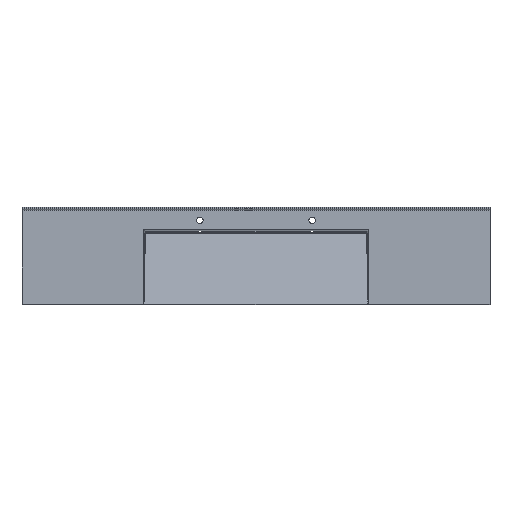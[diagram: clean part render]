
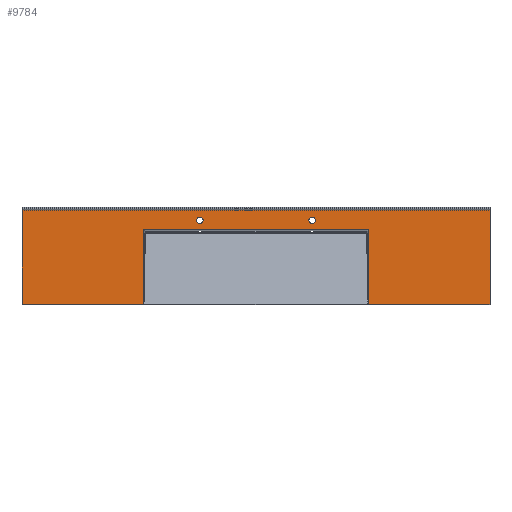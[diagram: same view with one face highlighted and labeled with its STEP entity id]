
A CAD part, front view. The second image highlights one B-rep face of the part: STEP entity #9784.
In plain terms, the highlighted planar face has unit normal (0, -1, 0).
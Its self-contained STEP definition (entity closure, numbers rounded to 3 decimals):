
#15 = DIRECTION ( 'NONE',  ( 0., 0., -1. ) ) ;
#84 = CARTESIAN_POINT ( 'NONE',  ( 0., 50., -52.5 ) ) ;
#89 = LINE ( 'NONE', #6793, #5965 ) ;
#154 = CARTESIAN_POINT ( 'NONE',  ( -902.847, 50., -117.153 ) ) ;
#378 = CARTESIAN_POINT ( 'NONE',  ( -1550., 50., -17. ) ) ;
#442 = ORIENTED_EDGE ( 'NONE', *, *, #5304, .F. ) ;
#564 = VERTEX_POINT ( 'NONE', #9309 ) ;
#576 = EDGE_CURVE ( 'NONE', #4332, #3672, #6974, .T. ) ;
#955 = CARTESIAN_POINT ( 'NONE',  ( 300., 50., -117.153 ) ) ;
#1013 = AXIS2_PLACEMENT_3D ( 'NONE', #8882, #7276, #9805 ) ;
#1113 = LINE ( 'NONE', #7724, #7945 ) ;
#1114 = CARTESIAN_POINT ( 'NONE',  ( -600., 50., -52.5 ) ) ;
#1177 = AXIS2_PLACEMENT_3D ( 'NONE', #1955, #2055, #6194 ) ;
#1279 = CARTESIAN_POINT ( 'NONE',  ( -902.847, 50., -518.57 ) ) ;
#1303 = ORIENTED_EDGE ( 'NONE', *, *, #4716, .T. ) ;
#1432 = DIRECTION ( 'NONE',  ( 1., 0., 0. ) ) ;
#1503 = VERTEX_POINT ( 'NONE', #7073 ) ;
#1772 = ORIENTED_EDGE ( 'NONE', *, *, #8328, .F. ) ;
#1806 = VERTEX_POINT ( 'NONE', #1114 ) ;
#1955 = CARTESIAN_POINT ( 'NONE',  ( -600., 50., -70. ) ) ;
#2055 = DIRECTION ( 'NONE',  ( 0., -1., 0. ) ) ;
#2067 = DIRECTION ( 'NONE',  ( 0., 0., -1. ) ) ;
#2081 = LINE ( 'NONE', #4661, #4930 ) ;
#2163 = ORIENTED_EDGE ( 'NONE', *, *, #3578, .F. ) ;
#2199 = EDGE_CURVE ( 'NONE', #5411, #564, #6788, .T. ) ;
#2242 = VECTOR ( 'NONE', #1432, 1000. ) ;
#2499 = DIRECTION ( 'NONE',  ( 0., 0., 1. ) ) ;
#2728 = VERTEX_POINT ( 'NONE', #378 ) ;
#2996 = ORIENTED_EDGE ( 'NONE', *, *, #8580, .F. ) ;
#3015 = DIRECTION ( 'NONE',  ( 0., 0., -1. ) ) ;
#3079 = CARTESIAN_POINT ( 'NONE',  ( -600., 50., -87.5 ) ) ;
#3117 = EDGE_CURVE ( 'NONE', #3415, #1806, #9277, .T. ) ;
#3330 = EDGE_LOOP ( 'NONE', ( #10573, #442 ) ) ;
#3385 = DIRECTION ( 'NONE',  ( 0., 1., 0. ) ) ;
#3415 = VERTEX_POINT ( 'NONE', #3079 ) ;
#3478 = VERTEX_POINT ( 'NONE', #5182 ) ;
#3490 = AXIS2_PLACEMENT_3D ( 'NONE', #8850, #7241, #2067 ) ;
#3578 = EDGE_CURVE ( 'NONE', #3672, #4332, #7877, .T. ) ;
#3612 = CARTESIAN_POINT ( 'NONE',  ( 1200., 50., -17. ) ) ;
#3672 = VERTEX_POINT ( 'NONE', #84 ) ;
#4034 = EDGE_CURVE ( 'NONE', #1503, #3478, #7549, .T. ) ;
#4137 = CARTESIAN_POINT ( 'NONE',  ( 302.847, 50., -518.57 ) ) ;
#4201 = FACE_BOUND ( 'NONE', #3330, .T. ) ;
#4261 = FACE_OUTER_BOUND ( 'NONE', #7918, .T. ) ;
#4332 = VERTEX_POINT ( 'NONE', #8474 ) ;
#4397 = DIRECTION ( 'NONE',  ( 1., 0., 0. ) ) ;
#4661 = CARTESIAN_POINT ( 'NONE',  ( 302.847, 50., -520.57 ) ) ;
#4716 = EDGE_CURVE ( 'NONE', #7830, #3478, #7320, .T. ) ;
#4833 = CARTESIAN_POINT ( 'NONE',  ( 950., 50., -17. ) ) ;
#4930 = VECTOR ( 'NONE', #3015, 1000. ) ;
#5182 = CARTESIAN_POINT ( 'NONE',  ( 950., 50., -518.57 ) ) ;
#5304 = EDGE_CURVE ( 'NONE', #1806, #3415, #9311, .T. ) ;
#5411 = VERTEX_POINT ( 'NONE', #154 ) ;
#5498 = ORIENTED_EDGE ( 'NONE', *, *, #6022, .T. ) ;
#5919 = AXIS2_PLACEMENT_3D ( 'NONE', #8536, #8427, #7651 ) ;
#5965 = VECTOR ( 'NONE', #2499, 1000. ) ;
#6022 = EDGE_CURVE ( 'NONE', #8078, #5411, #89, .T. ) ;
#6061 = LINE ( 'NONE', #6995, #7946 ) ;
#6194 = DIRECTION ( 'NONE',  ( 0., 0., -1. ) ) ;
#6749 = FACE_BOUND ( 'NONE', #10732, .T. ) ;
#6765 = ORIENTED_EDGE ( 'NONE', *, *, #2199, .T. ) ;
#6788 = LINE ( 'NONE', #955, #9105 ) ;
#6793 = CARTESIAN_POINT ( 'NONE',  ( -902.847, 50., -120. ) ) ;
#6824 = ORIENTED_EDGE ( 'NONE', *, *, #576, .F. ) ;
#6893 = DIRECTION ( 'NONE',  ( 0., 0., 1. ) ) ;
#6974 = CIRCLE ( 'NONE', #5919, 17.5 ) ;
#6995 = CARTESIAN_POINT ( 'NONE',  ( -1550., 50., -520.57 ) ) ;
#7073 = CARTESIAN_POINT ( 'NONE',  ( 950., 50., -17. ) ) ;
#7140 = EDGE_CURVE ( 'NONE', #564, #7830, #2081, .T. ) ;
#7231 = VERTEX_POINT ( 'NONE', #8803 ) ;
#7241 = DIRECTION ( 'NONE',  ( 0., -1., 0. ) ) ;
#7276 = DIRECTION ( 'NONE',  ( 0., -1., 0. ) ) ;
#7320 = LINE ( 'NONE', #9692, #2242 ) ;
#7549 = LINE ( 'NONE', #4833, #10507 ) ;
#7571 = CARTESIAN_POINT ( 'NONE',  ( 1200., 50., -12. ) ) ;
#7651 = DIRECTION ( 'NONE',  ( 0., 0., -1. ) ) ;
#7724 = CARTESIAN_POINT ( 'NONE',  ( 1200., 50., -518.57 ) ) ;
#7777 = VECTOR ( 'NONE', #4397, 1000. ) ;
#7814 = LINE ( 'NONE', #3612, #7777 ) ;
#7830 = VERTEX_POINT ( 'NONE', #4137 ) ;
#7831 = DIRECTION ( 'NONE',  ( 1., 0., 0. ) ) ;
#7877 = CIRCLE ( 'NONE', #1013, 17.5 ) ;
#7918 = EDGE_LOOP ( 'NONE', ( #8081, #1303, #8182, #2996, #1772, #8321, #5498, #6765 ) ) ;
#7945 = VECTOR ( 'NONE', #7831, 1000. ) ;
#7946 = VECTOR ( 'NONE', #6893, 1000. ) ;
#8078 = VERTEX_POINT ( 'NONE', #1279 ) ;
#8081 = ORIENTED_EDGE ( 'NONE', *, *, #7140, .T. ) ;
#8182 = ORIENTED_EDGE ( 'NONE', *, *, #4034, .F. ) ;
#8321 = ORIENTED_EDGE ( 'NONE', *, *, #10301, .T. ) ;
#8328 = EDGE_CURVE ( 'NONE', #7231, #2728, #6061, .T. ) ;
#8333 = DIRECTION ( 'NONE',  ( 1., 0., 0. ) ) ;
#8427 = DIRECTION ( 'NONE',  ( 0., -1., 0. ) ) ;
#8474 = CARTESIAN_POINT ( 'NONE',  ( 0., 50., -87.5 ) ) ;
#8536 = CARTESIAN_POINT ( 'NONE',  ( 0., 50., -70. ) ) ;
#8580 = EDGE_CURVE ( 'NONE', #2728, #1503, #7814, .T. ) ;
#8803 = CARTESIAN_POINT ( 'NONE',  ( -1550., 50., -518.57 ) ) ;
#8850 = CARTESIAN_POINT ( 'NONE',  ( -600., 50., -70. ) ) ;
#8882 = CARTESIAN_POINT ( 'NONE',  ( 0., 50., -70. ) ) ;
#9105 = VECTOR ( 'NONE', #8333, 1000. ) ;
#9223 = PLANE ( 'NONE',  #9541 ) ;
#9277 = CIRCLE ( 'NONE', #1177, 17.5 ) ;
#9309 = CARTESIAN_POINT ( 'NONE',  ( 302.847, 50., -117.153 ) ) ;
#9311 = CIRCLE ( 'NONE', #3490, 17.5 ) ;
#9541 = AXIS2_PLACEMENT_3D ( 'NONE', #7571, #3385, #10148 ) ;
#9692 = CARTESIAN_POINT ( 'NONE',  ( 1200., 50., -518.57 ) ) ;
#9784 = ADVANCED_FACE ( 'NONE', ( #4201, #6749, #4261 ), #9223, .F. ) ;
#9805 = DIRECTION ( 'NONE',  ( 0., 0., -1. ) ) ;
#10148 = DIRECTION ( 'NONE',  ( 0., 0., 1. ) ) ;
#10301 = EDGE_CURVE ( 'NONE', #7231, #8078, #1113, .T. ) ;
#10507 = VECTOR ( 'NONE', #15, 1000. ) ;
#10573 = ORIENTED_EDGE ( 'NONE', *, *, #3117, .F. ) ;
#10732 = EDGE_LOOP ( 'NONE', ( #6824, #2163 ) ) ;
